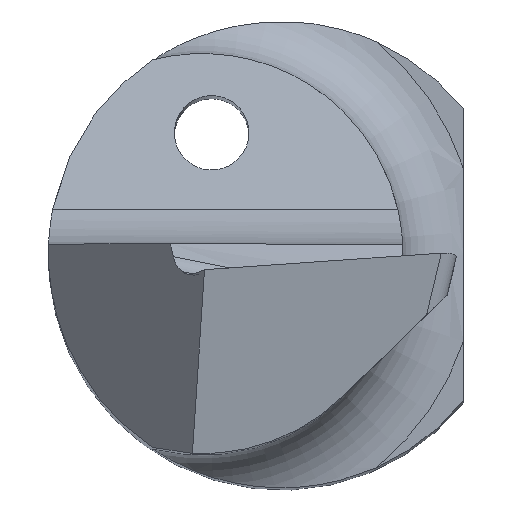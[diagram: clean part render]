
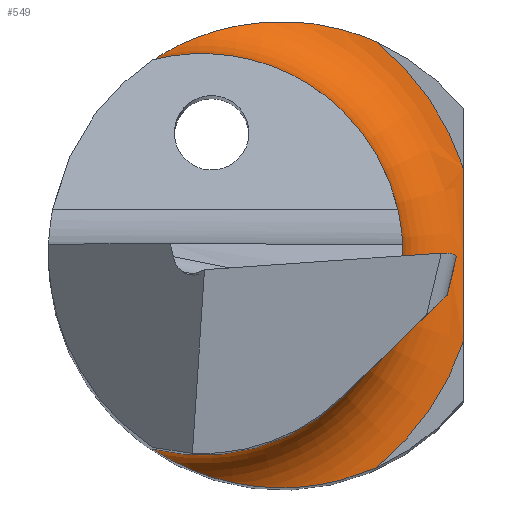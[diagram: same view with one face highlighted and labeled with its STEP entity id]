
A CAD part, top view. The second image highlights one B-rep face of the part: STEP entity #549.
In plain terms, the highlighted toroidal (fillet/blend) face has major radius 2.95 mm and minor radius 0.8 mm.
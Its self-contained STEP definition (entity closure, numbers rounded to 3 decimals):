
#8 = B_SPLINE_CURVE_WITH_KNOTS ( 'NONE', 3,
 ( #288, #410, #561, #619, #834, #823 ),
 .UNSPECIFIED., .F., .F.,
 ( 4, 2, 4 ),
 ( 0., 0.001, 0.002 ),
 .UNSPECIFIED. ) ;
#12 = EDGE_CURVE ( 'NONE', #583, #470, #755, .T. ) ;
#32 = CARTESIAN_POINT ( 'NONE',  ( -1.365, -2.095, 15.684 ) ) ;
#52 = CARTESIAN_POINT ( 'NONE',  ( -1.382, 2.083, 15.8 ) ) ;
#67 = ORIENTED_EDGE ( 'NONE', *, *, #166, .F. ) ;
#77 = DIRECTION ( 'NONE',  ( 1., 0., 0. ) ) ;
#78 = CARTESIAN_POINT ( 'NONE',  ( -0.556, 2.44, 15.169 ) ) ;
#88 = CARTESIAN_POINT ( 'NONE',  ( 1.95, 0.929, 15. ) ) ;
#90 = TOROIDAL_SURFACE ( 'NONE', #200, 2.95, 0.8 ) ;
#98 = CARTESIAN_POINT ( 'NONE',  ( -1.382, 2.083, 15.8 ) ) ;
#102 = DIRECTION ( 'NONE',  ( 0., 0., 1. ) ) ;
#104 = AXIS2_PLACEMENT_3D ( 'NONE', #817, #497, #479 ) ;
#113 = CARTESIAN_POINT ( 'NONE',  ( -1.068, 2.263, 15.373 ) ) ;
#118 = CARTESIAN_POINT ( 'NONE',  ( -0.106, -2.5, 15.076 ) ) ;
#158 = CARTESIAN_POINT ( 'NONE',  ( -0.85, 0., 15.8 ) ) ;
#166 = EDGE_CURVE ( 'NONE', #369, #484, #692, .T. ) ;
#178 = CARTESIAN_POINT ( 'NONE',  ( -1.365, 2.095, 15.684 ) ) ;
#182 = CARTESIAN_POINT ( 'NONE',  ( 0.583, -2.442, 15.007 ) ) ;
#192 = VERTEX_POINT ( 'NONE', #88 ) ;
#200 = AXIS2_PLACEMENT_3D ( 'NONE', #158, #209, #77 ) ;
#209 = DIRECTION ( 'NONE',  ( 0., 0., 1. ) ) ;
#221 = CARTESIAN_POINT ( 'NONE',  ( -1.382, -2.083, 15.8 ) ) ;
#222 = VERTEX_POINT ( 'NONE', #221 ) ;
#232 = B_SPLINE_CURVE_WITH_KNOTS ( 'NONE', 3,
 ( #589, #858, #182, #649, #722, #118, #374, #573, #843, #366, #593, #586, #840, #435, #384, #32, #791, #235 ),
 .UNSPECIFIED., .F., .F.,
 ( 4, 2, 2, 2, 2, 2, 2, 2, 4 ),
 ( 0., 0.001, 0.001, 0.001, 0.002, 0.002, 0.002, 0.003, 0.003 ),
 .UNSPECIFIED. ) ;
#235 = CARTESIAN_POINT ( 'NONE',  ( -1.382, -2.083, 15.8 ) ) ;
#272 = CARTESIAN_POINT ( 'NONE',  ( -0.85, 0., 15. ) ) ;
#288 = CARTESIAN_POINT ( 'NONE',  ( 1.95, 0.929, 15. ) ) ;
#321 = CARTESIAN_POINT ( 'NONE',  ( -1.161, 2.216, 15.43 ) ) ;
#334 = CARTESIAN_POINT ( 'NONE',  ( 1.018, 2.284, 15. ) ) ;
#335 = CARTESIAN_POINT ( 'NONE',  ( -0.447, 2.462, 15.142 ) ) ;
#366 = CARTESIAN_POINT ( 'NONE',  ( -0.769, -2.381, 15.236 ) ) ;
#369 = VERTEX_POINT ( 'NONE', #98 ) ;
#374 = CARTESIAN_POINT ( 'NONE',  ( -0.219, -2.493, 15.095 ) ) ;
#382 = CARTESIAN_POINT ( 'NONE',  ( -0.874, 2.344, 15.276 ) ) ;
#384 = CARTESIAN_POINT ( 'NONE',  ( -1.312, -2.128, 15.585 ) ) ;
#385 = CARTESIAN_POINT ( 'NONE',  ( -1.277, 2.15, 15.543 ) ) ;
#410 = CARTESIAN_POINT ( 'NONE',  ( 1.95, 0.619, 15. ) ) ;
#417 = CARTESIAN_POINT ( 'NONE',  ( 0.805, 2.378, 15. ) ) ;
#435 = CARTESIAN_POINT ( 'NONE',  ( -1.277, -2.15, 15.543 ) ) ;
#447 = CARTESIAN_POINT ( 'NONE',  ( -1.312, 2.128, 15.585 ) ) ;
#470 = VERTEX_POINT ( 'NONE', #604 ) ;
#479 = DIRECTION ( 'NONE',  ( 1., 0., 0. ) ) ;
#484 = VERTEX_POINT ( 'NONE', #334 ) ;
#492 = EDGE_CURVE ( 'NONE', #484, #192, #856, .T. ) ;
#497 = DIRECTION ( 'NONE',  ( 0., 0., -1. ) ) ;
#501 = ORIENTED_EDGE ( 'NONE', *, *, #682, .F. ) ;
#526 = CARTESIAN_POINT ( 'NONE',  ( -1.382, 2.083, 15.741 ) ) ;
#541 = FACE_OUTER_BOUND ( 'NONE', #562, .T. ) ;
#549 = ADVANCED_FACE ( 'NONE', ( #541 ), #90, .F. ) ;
#560 = ORIENTED_EDGE ( 'NONE', *, *, #714, .F. ) ;
#561 = CARTESIAN_POINT ( 'NONE',  ( 1.95, 0.31, 15.014 ) ) ;
#562 = EDGE_LOOP ( 'NONE', ( #673, #851, #67, #560, #501, #688 ) ) ;
#566 = AXIS2_PLACEMENT_3D ( 'NONE', #715, #102, #852 ) ;
#570 = CARTESIAN_POINT ( 'NONE',  ( 1.95, -0.929, 15. ) ) ;
#573 = CARTESIAN_POINT ( 'NONE',  ( -0.443, -2.463, 15.141 ) ) ;
#583 = VERTEX_POINT ( 'NONE', #570 ) ;
#586 = CARTESIAN_POINT ( 'NONE',  ( -1.068, -2.263, 15.372 ) ) ;
#589 = CARTESIAN_POINT ( 'NONE',  ( 1.018, -2.284, 15. ) ) ;
#592 = AXIS2_PLACEMENT_3D ( 'NONE', #272, #812, #612 ) ;
#593 = CARTESIAN_POINT ( 'NONE',  ( -0.872, -2.345, 15.275 ) ) ;
#604 = CARTESIAN_POINT ( 'NONE',  ( 1.018, -2.284, 15. ) ) ;
#612 = DIRECTION ( 'NONE',  ( 1., 0., 0. ) ) ;
#619 = CARTESIAN_POINT ( 'NONE',  ( 1.95, -0.31, 15.014 ) ) ;
#620 = CARTESIAN_POINT ( 'NONE',  ( 0.578, 2.443, 15.007 ) ) ;
#649 = CARTESIAN_POINT ( 'NONE',  ( 0.24, -2.491, 15.034 ) ) ;
#660 = CARTESIAN_POINT ( 'NONE',  ( -0.77, 2.381, 15.236 ) ) ;
#670 = EDGE_CURVE ( 'NONE', #192, #583, #8, .T. ) ;
#673 = ORIENTED_EDGE ( 'NONE', *, *, #670, .F. ) ;
#682 = EDGE_CURVE ( 'NONE', #470, #222, #232, .T. ) ;
#686 = CARTESIAN_POINT ( 'NONE',  ( 1.018, 2.284, 15. ) ) ;
#688 = ORIENTED_EDGE ( 'NONE', *, *, #12, .F. ) ;
#692 = B_SPLINE_CURVE_WITH_KNOTS ( 'NONE', 3,
 ( #52, #526, #178, #447, #385, #321, #113, #382, #660, #78, #335, #754, #824, #620, #417, #686 ),
 .UNSPECIFIED., .F., .F.,
 ( 4, 2, 2, 2, 2, 2, 2, 4 ),
 ( 0., 0., 0., 0.001, 0.001, 0.001, 0.002, 0.003 ),
 .UNSPECIFIED. ) ;
#714 = EDGE_CURVE ( 'NONE', #222, #369, #756, .T. ) ;
#715 = CARTESIAN_POINT ( 'NONE',  ( -0.85, 0., 15.8 ) ) ;
#722 = CARTESIAN_POINT ( 'NONE',  ( 0.123, -2.5, 15.046 ) ) ;
#754 = CARTESIAN_POINT ( 'NONE',  ( -0.111, 2.508, 15.072 ) ) ;
#755 = CIRCLE ( 'NONE', #104, 2.95 ) ;
#756 = CIRCLE ( 'NONE', #566, 2.15 ) ;
#791 = CARTESIAN_POINT ( 'NONE',  ( -1.382, -2.083, 15.741 ) ) ;
#812 = DIRECTION ( 'NONE',  ( 0., 0., -1. ) ) ;
#817 = CARTESIAN_POINT ( 'NONE',  ( -0.85, 0., 15. ) ) ;
#823 = CARTESIAN_POINT ( 'NONE',  ( 1.95, -0.929, 15. ) ) ;
#824 = CARTESIAN_POINT ( 'NONE',  ( 0.123, 2.508, 15.043 ) ) ;
#834 = CARTESIAN_POINT ( 'NONE',  ( 1.95, -0.619, 15. ) ) ;
#840 = CARTESIAN_POINT ( 'NONE',  ( -1.161, -2.216, 15.43 ) ) ;
#843 = CARTESIAN_POINT ( 'NONE',  ( -0.555, -2.44, 15.169 ) ) ;
#851 = ORIENTED_EDGE ( 'NONE', *, *, #492, .F. ) ;
#852 = DIRECTION ( 'NONE',  ( 1., 0., 0. ) ) ;
#856 = CIRCLE ( 'NONE', #592, 2.95 ) ;
#858 = CARTESIAN_POINT ( 'NONE',  ( 0.804, -2.379, 15. ) ) ;
